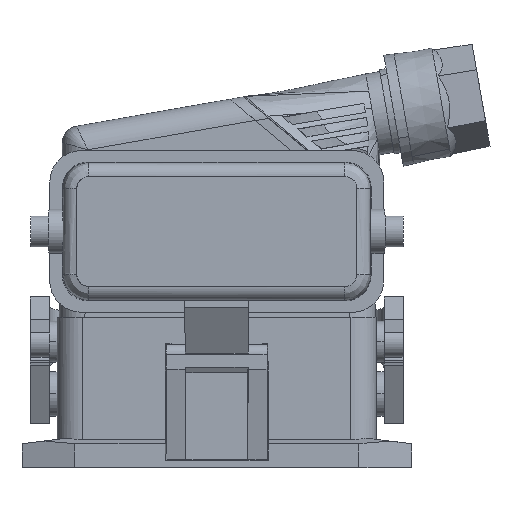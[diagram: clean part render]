
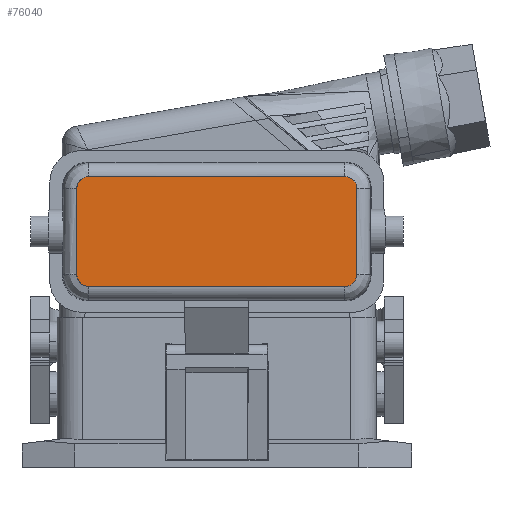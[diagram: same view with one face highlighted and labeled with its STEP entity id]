
A CAD part, front view. The second image highlights one B-rep face of the part: STEP entity #76040.
In plain terms, the highlighted planar face has unit normal (0, -1, 0).
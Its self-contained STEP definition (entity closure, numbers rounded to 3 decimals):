
#74430=CARTESIAN_POINT('',(92.713,-35.139,
56.481));
#74440=VERTEX_POINT('',#74430);
#74470=CARTESIAN_POINT('',(92.713,-35.139,
81.707));
#74480=CARTESIAN_POINT('',(92.713,-35.139,
77.502));
#74490=CARTESIAN_POINT('',(92.713,-35.139,
73.298));
#74500=CARTESIAN_POINT('',(92.713,-35.139,
69.094));
#74510=CARTESIAN_POINT('',(92.713,-35.139,
64.889));
#74520=CARTESIAN_POINT('',(92.713,-35.139,
60.685));
#74530=CARTESIAN_POINT('',(92.713,-35.139,
56.481));
#74540=B_SPLINE_CURVE_WITH_KNOTS('',3,(#74470,#74480,#74490,#74500,
#74510,#74520,#74530),.UNSPECIFIED.,.F.,.F.,(4,3,4),(0.,12.613
,25.226),.UNSPECIFIED.);
#74550=CARTESIAN_POINT('',(92.713,-35.139,
81.707));
#74560=VERTEX_POINT('',#74550);
#74570=EDGE_CURVE('',#74560,#74440,#74540,.T.);
#74750=CARTESIAN_POINT('',(110.414,-35.139,
301.321));
#74760=DIRECTION('',(0.,-1.,0.));
#74770=DIRECTION('',(0.,0.,-1.));
#74780=AXIS2_PLACEMENT_3D('',#74750,#74760,#74770);
#74790=PLANE('',#74780);
#74800=CARTESIAN_POINT('',(52.75,-35.139,
85.206));
#74810=DIRECTION('',(1.,0.,0.));
#74820=VECTOR('',#74810,1.);
#74830=LINE('',#74800,#74820);
#74840=CARTESIAN_POINT('',(14.287,-35.139,
85.206));
#74850=VERTEX_POINT('',#74840);
#74860=CARTESIAN_POINT('',(89.213,-35.139,
85.206));
#74870=VERTEX_POINT('',#74860);
#74880=EDGE_CURVE('',#74850,#74870,#74830,.T.);
#74890=ORIENTED_EDGE('',*,*,#74880,.F.);
#74900=CARTESIAN_POINT('',(92.713,-35.139,
81.707));
#74910=CARTESIAN_POINT('',(92.713,-35.139,
81.826));
#74920=CARTESIAN_POINT('',(92.707,-35.139,
81.945));
#74930=CARTESIAN_POINT('',(92.679,-35.139,
82.216));
#74940=CARTESIAN_POINT('',(92.653,-35.139,
82.368));
#74950=CARTESIAN_POINT('',(92.617,-35.139,
82.518));
#74960=CARTESIAN_POINT('',(92.55,-35.139,
82.799));
#74970=CARTESIAN_POINT('',(92.449,-35.139,
83.071));
#74980=CARTESIAN_POINT('',(92.181,-35.139,
83.583));
#74990=CARTESIAN_POINT('',(92.016,-35.139,
83.822));
#75000=CARTESIAN_POINT('',(91.631,-35.139,
84.253));
#75010=CARTESIAN_POINT('',(91.413,-35.139,
84.444));
#75020=CARTESIAN_POINT('',(90.934,-35.139,
84.768));
#75030=CARTESIAN_POINT('',(90.675,-35.139,
84.899));
#75040=CARTESIAN_POINT('',(90.132,-35.139,
85.096));
#75050=CARTESIAN_POINT('',(89.849,-35.139,
85.16));
#75060=CARTESIAN_POINT('',(89.445,-35.139,
85.201));
#75070=CARTESIAN_POINT('',(89.329,-35.139,
85.206));
#75080=CARTESIAN_POINT('',(89.213,-35.139,
85.206));
#75090=B_SPLINE_CURVE_WITH_KNOTS('',3,(#74900,#74910,#74920,#74930,
#74940,#74950,#74960,#74970,#74980,#74990,#75000,#75010,#75020,#75030,
#75040,#75050,#75060,#75070,#75080),.UNSPECIFIED.,.F.,.F.,(4,2,3,2,2,2,2
,2,4),(0.,0.561,1.286,2.646,
4.005,5.364,6.723,8.083,
8.629),.UNSPECIFIED.);
#75100=EDGE_CURVE('',#74560,#74870,#75090,.T.);
#75110=ORIENTED_EDGE('',*,*,#75100,.T.);
#75120=ORIENTED_EDGE('',*,*,#74570,.F.);
#75130=CARTESIAN_POINT('',(89.213,-35.139,
52.981));
#75140=CARTESIAN_POINT('',(89.217,-35.139,
52.981));
#75150=CARTESIAN_POINT('',(89.221,-35.139,
52.981));
#75160=CARTESIAN_POINT('',(89.514,-35.139,
52.982));
#75170=CARTESIAN_POINT('',(89.802,-35.139,
53.019));
#75180=CARTESIAN_POINT('',(90.362,-35.139,
53.162));
#75190=CARTESIAN_POINT('',(90.632,-35.139,
53.269));
#75200=CARTESIAN_POINT('',(91.14,-35.139,
53.545));
#75210=CARTESIAN_POINT('',(91.376,-35.139,
53.714));
#75220=CARTESIAN_POINT('',(91.801,-35.139,
54.107));
#75230=CARTESIAN_POINT('',(91.988,-35.139,
54.328));
#75240=CARTESIAN_POINT('',(92.365,-35.139,
54.907));
#75250=CARTESIAN_POINT('',(92.524,-35.139,
55.279));
#75260=CARTESIAN_POINT('',(92.617,-35.139,
55.67));
#75270=CARTESIAN_POINT('',(92.653,-35.139,
55.82));
#75280=CARTESIAN_POINT('',(92.679,-35.139,
55.972));
#75290=CARTESIAN_POINT('',(92.707,-35.139,
56.243));
#75300=CARTESIAN_POINT('',(92.713,-35.139,
56.362));
#75310=CARTESIAN_POINT('',(92.713,-35.139,
56.481));
#75320=B_SPLINE_CURVE_WITH_KNOTS('',3,(#75130,#75140,#75150,#75160,
#75170,#75180,#75190,#75200,#75210,#75220,#75230,#75240,#75250,#75260,
#75270,#75280,#75290,#75300,#75310),.UNSPECIFIED.,.F.,.F.,(4,2,2,2,2,2,3
,2,4),(27.176,27.194,28.554,
29.914,31.274,32.633,34.522,
35.247,35.807),.UNSPECIFIED.);
#75330=CARTESIAN_POINT('',(89.213,-35.139,
52.981));
#75340=VERTEX_POINT('',#75330);
#75350=EDGE_CURVE('',#75340,#74440,#75320,.T.);
#75360=ORIENTED_EDGE('',*,*,#75350,.T.);
#75370=CARTESIAN_POINT('',(-59.95,-35.139,
52.981));
#75380=DIRECTION('',(1.,0.,0.));
#75390=VECTOR('',#75380,1.);
#75400=LINE('',#75370,#75390);
#75410=CARTESIAN_POINT('',(14.287,-35.139,
52.981));
#75420=VERTEX_POINT('',#75410);
#75430=EDGE_CURVE('',#75420,#75340,#75400,.T.);
#75440=ORIENTED_EDGE('',*,*,#75430,.T.);
#75450=CARTESIAN_POINT('',(10.787,-35.139,
56.481));
#75460=CARTESIAN_POINT('',(10.787,-35.139,
56.214));
#75470=CARTESIAN_POINT('',(10.818,-35.139,
55.983));
#75480=CARTESIAN_POINT('',(10.854,-35.139,
55.799));
#75490=CARTESIAN_POINT('',(10.899,-35.139,
55.574));
#75500=CARTESIAN_POINT('',(10.966,-35.139,
55.354));
#75510=CARTESIAN_POINT('',(11.053,-35.139,
55.142));
#75520=CARTESIAN_POINT('',(11.229,-35.139,
54.717));
#75530=CARTESIAN_POINT('',(11.487,-35.139,
54.331));
#75540=CARTESIAN_POINT('',(11.812,-35.139,
54.006));
#75550=CARTESIAN_POINT('',(12.001,-35.139,
53.817));
#75560=CARTESIAN_POINT('',(12.186,-35.139,
53.675));
#75570=CARTESIAN_POINT('',(12.342,-35.139,
53.571));
#75580=CARTESIAN_POINT('',(12.498,-35.139,
53.467));
#75590=CARTESIAN_POINT('',(12.7,-35.139,
53.35));
#75600=CARTESIAN_POINT('',(12.947,-35.139,
53.248));
#75610=CARTESIAN_POINT('',(13.372,-35.139,
53.072));
#75620=CARTESIAN_POINT('',(13.827,-35.139,
52.981));
#75630=CARTESIAN_POINT('',(14.287,-35.139,
52.981));
#75640=B_SPLINE_CURVE_WITH_KNOTS('',3,(#75450,#75460,#75470,#75480,
#75490,#75500,#75510,#75520,#75530,#75540,#75550,#75560,#75570,#75580,
#75590,#75600,#75610,#75620,#75630),.UNSPECIFIED.,.F.,.F.,(4,3,3,3,3,3,4
),(0.,0.686,1.373,2.745,3.432,
4.119,5.492),.UNSPECIFIED.);
#75650=CARTESIAN_POINT('',(10.787,-35.139,
56.481));
#75660=VERTEX_POINT('',#75650);
#75670=EDGE_CURVE('',#75660,#75420,#75640,.T.);
#75680=ORIENTED_EDGE('',*,*,#75670,.T.);
#75690=CARTESIAN_POINT('',(10.787,-35.139,
81.707));
#75700=CARTESIAN_POINT('',(10.787,-35.139,
73.485));
#75710=CARTESIAN_POINT('',(10.787,-35.139,
65.263));
#75720=CARTESIAN_POINT('',(10.787,-35.139,
56.854));
#75730=CARTESIAN_POINT('',(10.787,-35.139,
56.667));
#75740=CARTESIAN_POINT('',(10.787,-35.139,
56.481));
#75750=B_SPLINE_CURVE_WITH_KNOTS('',3,(#75690,#75700,#75710,#75720,
#75730,#75740),.UNSPECIFIED.,.F.,.F.,(4,2,4),(8.887,
33.552,34.113),.UNSPECIFIED.);
#75760=CARTESIAN_POINT('',(10.787,-35.139,
81.707));
#75770=VERTEX_POINT('',#75760);
#75780=EDGE_CURVE('',#75770,#75660,#75750,.T.);
#75790=ORIENTED_EDGE('',*,*,#75780,.T.);
#75800=CARTESIAN_POINT('',(14.287,-35.139,
85.206));
#75810=CARTESIAN_POINT('',(14.057,-35.139,
85.206));
#75820=CARTESIAN_POINT('',(13.829,-35.139,
85.184));
#75830=CARTESIAN_POINT('',(13.604,-35.139,
85.139));
#75840=CARTESIAN_POINT('',(13.379,-35.139,
85.094));
#75850=CARTESIAN_POINT('',(13.159,-35.139,
85.028));
#75860=CARTESIAN_POINT('',(12.947,-35.139,
84.94));
#75870=CARTESIAN_POINT('',(12.522,-35.139,
84.764));
#75880=CARTESIAN_POINT('',(12.137,-35.139,
84.506));
#75890=CARTESIAN_POINT('',(11.812,-35.139,
84.181));
#75900=CARTESIAN_POINT('',(11.487,-35.139,
83.856));
#75910=CARTESIAN_POINT('',(11.229,-35.139,
83.47));
#75920=CARTESIAN_POINT('',(11.054,-35.139,
83.046));
#75930=CARTESIAN_POINT('',(10.966,-35.139,
82.834));
#75940=CARTESIAN_POINT('',(10.899,-35.139,
82.614));
#75950=CARTESIAN_POINT('',(10.855,-35.139,
82.389));
#75960=CARTESIAN_POINT('',(10.803,-35.139,
82.127));
#75970=CARTESIAN_POINT('',(10.787,-35.139,
81.895));
#75980=CARTESIAN_POINT('',(10.787,-35.139,
81.707));
#75990=B_SPLINE_CURVE_WITH_KNOTS('',3,(#75800,#75810,#75820,#75830,
#75840,#75850,#75860,#75870,#75880,#75890,#75900,#75910,#75920,#75930,
#75940,#75950,#75960,#75970,#75980),.UNSPECIFIED.,.F.,.F.,(4,3,3,3,3,3,4
),(0.,0.687,1.374,2.747,
4.118,4.805,5.492),.UNSPECIFIED.);
#76000=EDGE_CURVE('',#74850,#75770,#75990,.T.);
#76010=ORIENTED_EDGE('',*,*,#76000,.T.);
#76020=EDGE_LOOP('',(#76010,#75790,#75680,#75440,#75360,#75120,#75110,
#74890));
#76030=FACE_OUTER_BOUND('',#76020,.T.);
#76040=ADVANCED_FACE('',(#76030),#74790,.T.);
